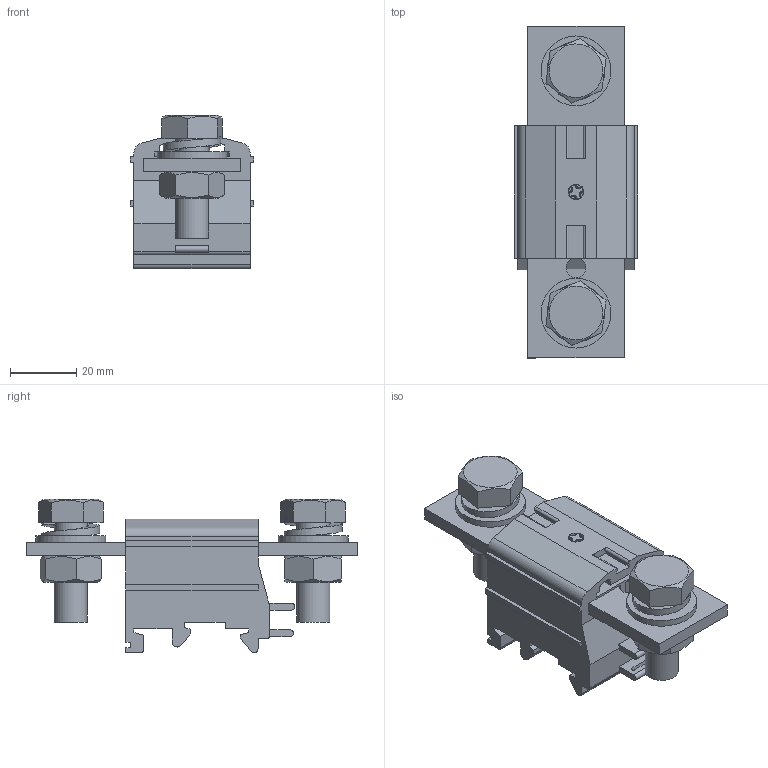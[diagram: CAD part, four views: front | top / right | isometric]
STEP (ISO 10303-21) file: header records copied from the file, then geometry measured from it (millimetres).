
FILE_DESCRIPTION(/* description */ ('Unknown'),/* implementation_level */ '2;1');
FILE_NAME(/* name */ 'DPBB120LN_3D_SOLID',/* time_stamp */ '2025-02-11T14:42:23+05:00',/* author */ ('Unknown'),/* organization */ ('Unknown'),/* preprocessor_version */ 'ST-DEVELOPER v16.7',/* originating_system */ 'Solid Edge',/* authorisation */ 'Unknown');
FILE_SCHEMA (('AUTOMOTIVE_DESIGN {1 0 10303 214 3 1 1}'));
Length unit declared in the file: millimetre
Products named in the file (1): DPBB120LN_3D_SOLID
Bounding box: 37.2 x 100 x 46.2 mm (x, y, z)
Volume: 64992.9 mm3; surface area: 21955.7 mm2
Topology: 1 solids, 1 shells, 288 faces, 775 edges, 494 vertices
Faces by surface type: plane 163, cylinder 56, bspline 33, torus 16, cone 12, sphere 8
Full cylindrical faces by diameter (mm): 4.7 x2, 10 x6, 11 x2, 14 x2, 21 x2
Entity records: 11524 total; most frequent: CARTESIAN_POINT 2676, ORIENTED_EDGE 1478, DIRECTION 1303, EDGE_CURVE 739, VERTEX_POINT 486, AXIS2_PLACEMENT_3D 442, LINE 419, VECTOR 419
